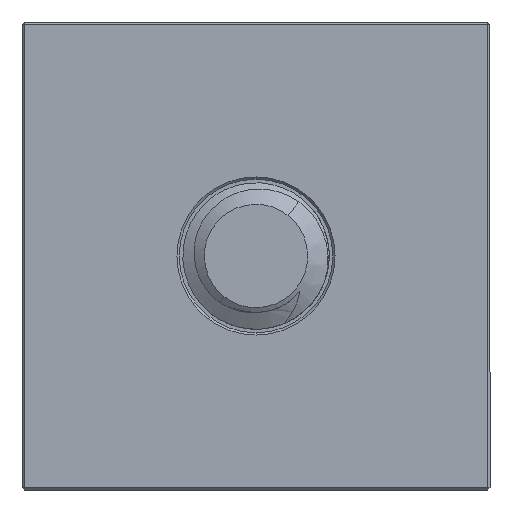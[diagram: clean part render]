
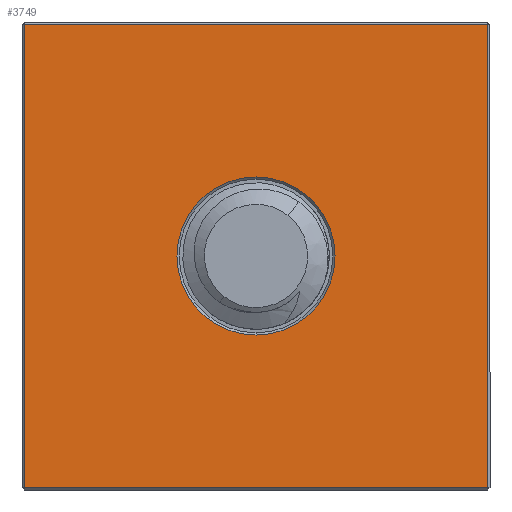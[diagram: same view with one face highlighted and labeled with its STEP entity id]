
A CAD part, front view. The second image highlights one B-rep face of the part: STEP entity #3749.
In plain terms, the highlighted planar face has unit normal (0, -1, 0).
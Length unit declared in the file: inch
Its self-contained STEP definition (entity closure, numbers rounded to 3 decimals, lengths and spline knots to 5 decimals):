
#65 = CARTESIAN_POINT ( 'NONE',  ( -0.5, -0.5, 0.495 ) ) ;
#90 = CARTESIAN_POINT ( 'NONE',  ( 0., -0.5, 0. ) ) ;
#426 = DIRECTION ( 'NONE',  ( 0., 0., -1. ) ) ;
#672 = ORIENTED_EDGE ( 'NONE', *, *, #5464, .T. ) ;
#690 = EDGE_CURVE ( 'NONE', #2423, #3329, #1019, .T. ) ;
#875 = CIRCLE ( 'NONE', #3301, 0.169 ) ;
#958 = EDGE_CURVE ( 'NONE', #3329, #3340, #1825, .T. ) ;
#1019 = LINE ( 'NONE', #65, #4891 ) ;
#1085 = EDGE_CURVE ( 'NONE', #5490, #6121, #4286, .T. ) ;
#1150 = CARTESIAN_POINT ( 'NONE',  ( 0.5, -0.5, -0.495 ) ) ;
#1433 = VECTOR ( 'NONE', #426, 39.37008 ) ;
#1456 = CARTESIAN_POINT ( 'NONE',  ( 0., -0.5, -0.169 ) ) ;
#1657 = AXIS2_PLACEMENT_3D ( 'NONE', #90, #2461, #4882 ) ;
#1689 = DIRECTION ( 'NONE',  ( 0., 0., 1. ) ) ;
#1825 = LINE ( 'NONE', #4653, #1433 ) ;
#1883 = VECTOR ( 'NONE', #3136, 39.37008 ) ;
#2030 = LINE ( 'NONE', #1150, #1883 ) ;
#2051 = CARTESIAN_POINT ( 'NONE',  ( 0.495, -0.5, 0.495 ) ) ;
#2112 = EDGE_LOOP ( 'NONE', ( #6203, #6235 ) ) ;
#2207 = ORIENTED_EDGE ( 'NONE', *, *, #690, .T. ) ;
#2418 = PLANE ( 'NONE',  #3208 ) ;
#2423 = VERTEX_POINT ( 'NONE', #2051 ) ;
#2446 = FACE_OUTER_BOUND ( 'NONE', #5632, .T. ) ;
#2461 = DIRECTION ( 'NONE',  ( 0., 1., 0. ) ) ;
#2633 = DIRECTION ( 'NONE',  ( 0., 0., 1. ) ) ;
#2760 = DIRECTION ( 'NONE',  ( -1., 0., 0. ) ) ;
#3136 = DIRECTION ( 'NONE',  ( 1., 0., 0. ) ) ;
#3208 = AXIS2_PLACEMENT_3D ( 'NONE', #4391, #4931, #5909 ) ;
#3301 = AXIS2_PLACEMENT_3D ( 'NONE', #3642, #4483, #2633 ) ;
#3329 = VERTEX_POINT ( 'NONE', #4427 ) ;
#3340 = VERTEX_POINT ( 'NONE', #3407 ) ;
#3407 = CARTESIAN_POINT ( 'NONE',  ( -0.495, -0.5, -0.495 ) ) ;
#3553 = CARTESIAN_POINT ( 'NONE',  ( 0.495, -0.5, 0.5 ) ) ;
#3642 = CARTESIAN_POINT ( 'NONE',  ( 0., -0.5, 0. ) ) ;
#3749 = ADVANCED_FACE ( 'NONE', ( #2446, #5880 ), #2418, .T. ) ;
#4247 = VERTEX_POINT ( 'NONE', #5494 ) ;
#4286 = CIRCLE ( 'NONE', #1657, 0.169 ) ;
#4391 = CARTESIAN_POINT ( 'NONE',  ( 0.5, -0.5, 0.5 ) ) ;
#4427 = CARTESIAN_POINT ( 'NONE',  ( -0.495, -0.5, 0.495 ) ) ;
#4483 = DIRECTION ( 'NONE',  ( 0., 1., 0. ) ) ;
#4653 = CARTESIAN_POINT ( 'NONE',  ( -0.495, -0.5, 0.5 ) ) ;
#4766 = EDGE_CURVE ( 'NONE', #3340, #4247, #2030, .T. ) ;
#4882 = DIRECTION ( 'NONE',  ( 0., 0., 1. ) ) ;
#4891 = VECTOR ( 'NONE', #2760, 39.37008 ) ;
#4931 = DIRECTION ( 'NONE',  ( 0., -1., 0. ) ) ;
#5464 = EDGE_CURVE ( 'NONE', #4247, #2423, #6028, .T. ) ;
#5490 = VERTEX_POINT ( 'NONE', #5658 ) ;
#5494 = CARTESIAN_POINT ( 'NONE',  ( 0.495, -0.5, -0.495 ) ) ;
#5632 = EDGE_LOOP ( 'NONE', ( #2207, #6186, #5850, #672 ) ) ;
#5658 = CARTESIAN_POINT ( 'NONE',  ( 0., -0.5, 0.169 ) ) ;
#5742 = VECTOR ( 'NONE', #1689, 39.37008 ) ;
#5850 = ORIENTED_EDGE ( 'NONE', *, *, #4766, .T. ) ;
#5855 = EDGE_CURVE ( 'NONE', #6121, #5490, #875, .T. ) ;
#5880 = FACE_BOUND ( 'NONE', #2112, .T. ) ;
#5909 = DIRECTION ( 'NONE',  ( 1., 0., 0. ) ) ;
#6028 = LINE ( 'NONE', #3553, #5742 ) ;
#6121 = VERTEX_POINT ( 'NONE', #1456 ) ;
#6186 = ORIENTED_EDGE ( 'NONE', *, *, #958, .T. ) ;
#6203 = ORIENTED_EDGE ( 'NONE', *, *, #5855, .T. ) ;
#6235 = ORIENTED_EDGE ( 'NONE', *, *, #1085, .T. ) ;
